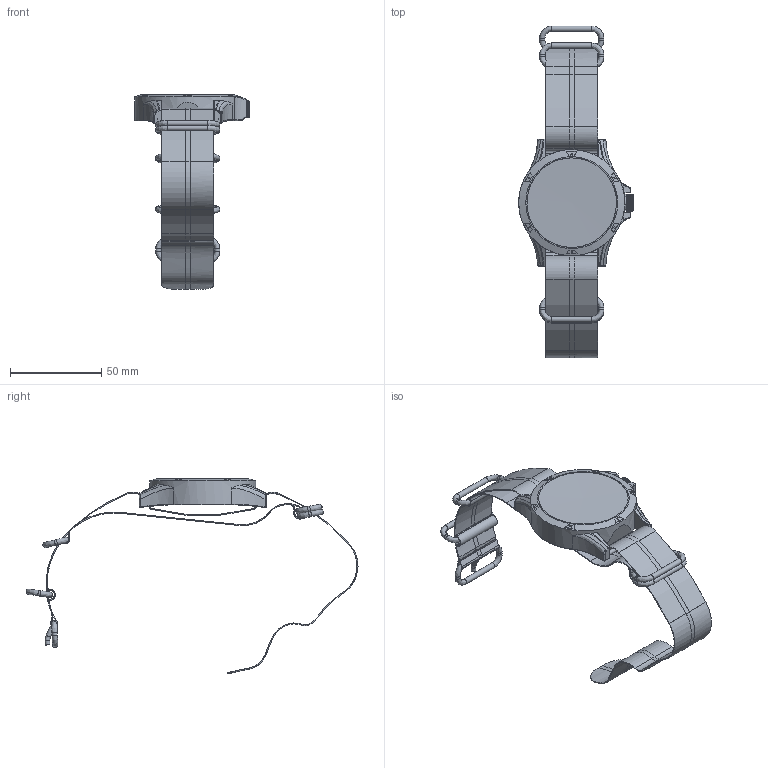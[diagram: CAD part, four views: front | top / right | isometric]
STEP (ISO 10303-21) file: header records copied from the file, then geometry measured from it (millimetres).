
FILE_DESCRIPTION(('FreeCAD Model'),'2;1');
FILE_NAME('Open CASCADE Shape Model','2025-04-25T16:04:39',('FreeCAD'),( 'FreeCAD'),'Open CASCADE STEP processor 7.6','FreeCAD','Unknown');
FILE_SCHEMA(('AUTOMOTIVE_DESIGN { 1 0 10303 214 1 1 1 1 }'));
Products named in the file (1): Open CASCADE STEP translator 7.6 1
Bounding box: 62.66 x 181.67 x 106.61 mm (x, y, z)
Volume: 48655.8 mm3; surface area: 53255.6 mm2
Topology: 18 solids, 18 shells, 2322 faces, 6321 edges, 4169 vertices
Faces by surface type: bspline 2322
Entity records: 76641 total; most frequent: CARTESIAN_POINT 38764, ORIENTED_EDGE 12640, EDGE_CURVE 6320, B_SPLINE_CURVE_WITH_KNOTS 5542, VERTEX_POINT 4169, FACE_BOUND 2467, EDGE_LOOP 2467, ADVANCED_FACE 2322
